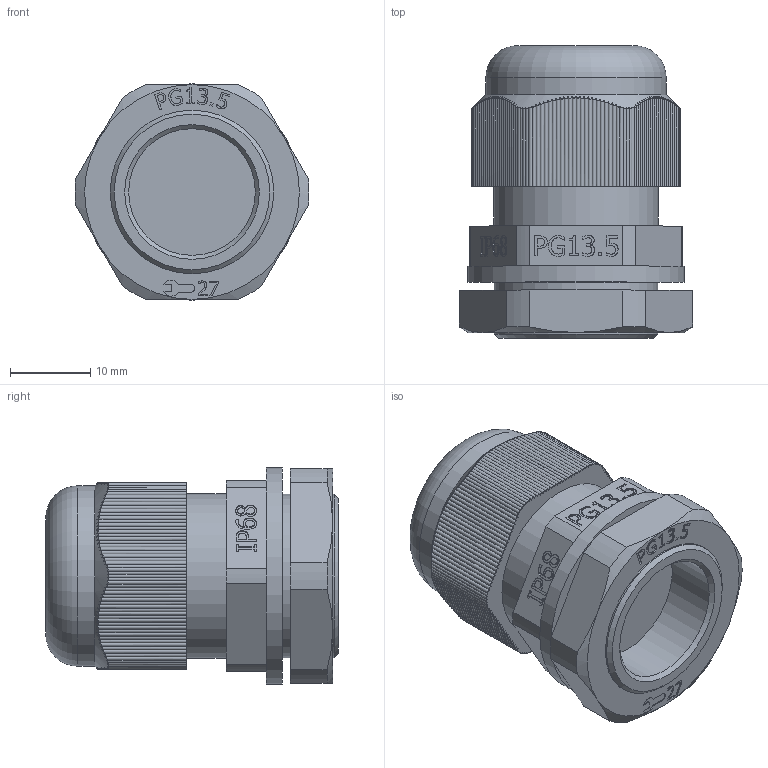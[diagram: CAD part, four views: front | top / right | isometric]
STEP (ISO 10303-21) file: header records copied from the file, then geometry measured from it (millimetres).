
FILE_DESCRIPTION(/* description */ ('','CAx-IF Rec.Pracs.---Representation and Presentation of Product Manufacturing Information (PMI)---4.0---2014-10-13'),/* implementation_level */ '2;1');
FILE_NAME(/* name */ 'ЗЭТАРУС PG13.5 (6-12 мм) - пластик.stp',/* time_stamp */ '2023-01-17T15:04:43+07:00',/* author */ ('zeta-09'),/* organization */ (''),/* preprocessor_version */ 'ST-DEVELOPER v18.1',/* originating_system */ 'Autodesk Inventor 2021',/* authorisation */ '');
FILE_SCHEMA (('AP242_MANAGED_MODEL_BASED_3D_ENGINEERING_MIM_LF { 1 0 10303 442 1 1 4 }'));
Length unit declared in the file: millimetre
Products named in the file (1): Деталь1
Bounding box: 29.18 x 36.51 x 27 mm (x, y, z)
Volume: 15101.6 mm3; surface area: 5807.3 mm2
Topology: 1 solids, 3 shells, 542 faces, 1672 edges, 1167 vertices
Faces by surface type: cylinder 185, plane 179, bspline 167, cone 9, torus 2
Full cylindrical faces by diameter (mm): 15.8 x1, 20.4 x2, 20.5 x1, 22.5 x1, 27 x1
Entity records: 23720 total; most frequent: CARTESIAN_POINT 9602, ORIENTED_EDGE 3342, DIRECTION 2007, EDGE_CURVE 1672, VERTEX_POINT 1167, LINE 775, VECTOR 775, B_SPLINE_CURVE_WITH_KNOTS 658
